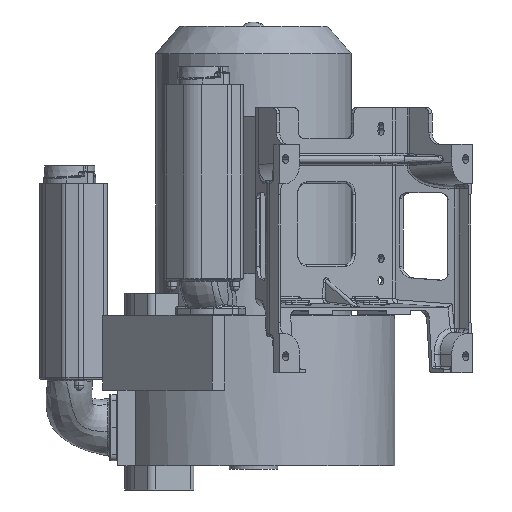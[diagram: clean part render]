
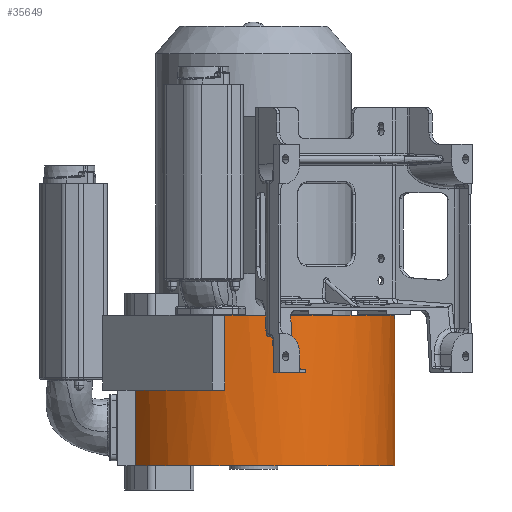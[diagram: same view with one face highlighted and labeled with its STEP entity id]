
A CAD part, front view. The second image highlights one B-rep face of the part: STEP entity #35649.
In plain terms, the highlighted cylindrical face has radius 233 mm (diameter 466 mm), a partial arc.
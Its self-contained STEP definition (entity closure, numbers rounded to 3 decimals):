
#6761=CARTESIAN_POINT('',(0.,0.,93.));
#6762=DIRECTION('',(0.,0.,1.));
#6763=DIRECTION('',(-0.203,-0.979,0.));
#6764=AXIS2_PLACEMENT_3D('',#6761,#6762,#6763);
#6778=CARTESIAN_POINT('',(0.,0.,93.));
#6779=DIRECTION('',(0.,0.,1.));
#6780=DIRECTION('',(-0.775,0.632,0.));
#6781=AXIS2_PLACEMENT_3D('',#6778,#6779,#6780);
#6851=CARTESIAN_POINT('',(0.,0.,93.));
#6852=DIRECTION('',(0.,0.,1.));
#6853=DIRECTION('',(-0.671,0.741,0.));
#6854=AXIS2_PLACEMENT_3D('',#6851,#6852,#6853);
#6856=CARTESIAN_POINT('',(0.,0.,89.6));
#6857=DIRECTION('',(0.,0.,-1.));
#6858=DIRECTION('',(-0.775,0.632,0.));
#6859=AXIS2_PLACEMENT_3D('',#6856,#6857,#6858);
#6861=DIRECTION('',(0.,0.,-1.));
#6862=VECTOR('',#6861,3.4);
#6863=CARTESIAN_POINT('',(-180.533,147.299,93.));
#6864=LINE('',#6863,#6862);
#6865=DIRECTION('',(0.,0.,1.));
#6866=VECTOR('',#6865,124.8);
#6867=CARTESIAN_POINT('',(-194.763,127.893,-155.));
#6868=LINE('',#6867,#6866);
#6869=CARTESIAN_POINT('',(0.,0.,-30.2));
#6870=DIRECTION('',(0.,0.,-1.));
#6871=DIRECTION('',(-0.203,-0.979,0.));
#6872=AXIS2_PLACEMENT_3D('',#6869,#6870,#6871);
#6874=DIRECTION('',(0.,0.,1.));
#6875=VECTOR('',#6874,123.2);
#6876=CARTESIAN_POINT('',(-47.284,-228.152,-30.2));
#6877=LINE('',#6876,#6875);
#6878=DIRECTION('',(0.,0.,-1.));
#6879=VECTOR('',#6878,3.4);
#6880=CARTESIAN_POINT('',(-147.299,180.533,93.));
#6881=LINE('',#6880,#6879);
#6882=CARTESIAN_POINT('',(0.,0.,89.6));
#6883=DIRECTION('',(0.,0.,-1.));
#6884=DIRECTION('',(-0.671,0.741,0.));
#6885=AXIS2_PLACEMENT_3D('',#6882,#6883,#6884);
#6887=DIRECTION('',(0.,0.,-1.));
#6888=VECTOR('',#6887,3.4);
#6889=CARTESIAN_POINT('',(-156.423,172.687,93.));
#6890=LINE('',#6889,#6888);
#6891=DIRECTION('',(0.,0.,-1.));
#6892=VECTOR('',#6891,3.4);
#6893=CARTESIAN_POINT('',(-172.687,156.423,93.));
#6894=LINE('',#6893,#6892);
#6976=DIRECTION('',(0.,0.,1.));
#6977=VECTOR('',#6976,123.2);
#6978=CARTESIAN_POINT('',(-228.152,-47.284,-30.2));
#6979=LINE('',#6978,#6977);
#6988=CARTESIAN_POINT('',(0.,0.,-30.2));
#6989=DIRECTION('',(0.,0.,1.));
#6990=DIRECTION('',(-0.961,0.275,0.));
#6991=AXIS2_PLACEMENT_3D('',#6988,#6989,#6990);
#7009=CARTESIAN_POINT('',(0.,0.,-30.2));
#7010=DIRECTION('',(0.,0.,-1.));
#7011=DIRECTION('',(-0.485,-0.874,0.));
#7012=AXIS2_PLACEMENT_3D('',#7009,#7010,#7011);
#7022=CARTESIAN_POINT('',(0.,0.,-30.2));
#7023=DIRECTION('',(0.,0.,1.));
#7024=DIRECTION('',(-0.836,0.549,0.));
#7025=AXIS2_PLACEMENT_3D('',#7022,#7023,#7024);
#7035=DIRECTION('',(0.,0.,1.));
#7036=VECTOR('',#7035,124.8);
#7037=CARTESIAN_POINT('',(-194.763,-127.893,-155.));
#7038=LINE('',#7037,#7036);
#7039=CARTESIAN_POINT('',(0.,0.,-155.));
#7040=DIRECTION('',(0.,0.,-1.));
#7041=DIRECTION('',(-0.836,0.549,0.));
#7042=AXIS2_PLACEMENT_3D('',#7039,#7040,#7041);
#12658=CARTESIAN_POINT('',(-194.763,127.893,-155.));
#12659=CARTESIAN_POINT('',(-194.763,-127.893,-155.));
#12660=VERTEX_POINT('',#12658);
#12661=VERTEX_POINT('',#12659);
#12666=CARTESIAN_POINT('',(-194.763,-127.893,-30.2));
#12668=VERTEX_POINT('',#12666);
#12716=CARTESIAN_POINT('',(-228.152,-47.284,-30.2));
#12718=VERTEX_POINT('',#12716);
#12724=CARTESIAN_POINT('',(-47.284,-228.152,93.));
#12725=VERTEX_POINT('',#12724);
#12726=CARTESIAN_POINT('',(-228.152,-47.284,93.));
#12727=VERTEX_POINT('',#12726);
#13393=CARTESIAN_POINT('',(-47.284,-228.152,-30.2));
#13394=CARTESIAN_POINT('',(-113.043,-203.741,-30.2));
#13395=VERTEX_POINT('',#13393);
#13396=VERTEX_POINT('',#13394);
#13398=CARTESIAN_POINT('',(-224.,64.133,-30.2));
#13400=VERTEX_POINT('',#13398);
#13401=CARTESIAN_POINT('',(-194.763,127.893,-30.2));
#13402=VERTEX_POINT('',#13401);
#14642=CARTESIAN_POINT('',(-180.533,147.299,89.6));
#14643=CARTESIAN_POINT('',(-172.687,156.423,89.6));
#14644=VERTEX_POINT('',#14642);
#14645=VERTEX_POINT('',#14643);
#14646=CARTESIAN_POINT('',(-156.423,172.687,89.6));
#14647=CARTESIAN_POINT('',(-147.299,180.533,89.6));
#14648=VERTEX_POINT('',#14646);
#14649=VERTEX_POINT('',#14647);
#14650=CARTESIAN_POINT('',(-147.299,180.533,93.));
#14651=VERTEX_POINT('',#14650);
#14652=CARTESIAN_POINT('',(-180.533,147.299,93.));
#14653=VERTEX_POINT('',#14652);
#14654=CARTESIAN_POINT('',(-156.423,172.687,93.));
#14655=VERTEX_POINT('',#14654);
#14656=CARTESIAN_POINT('',(-172.687,156.423,93.));
#14657=VERTEX_POINT('',#14656);
#35610=CARTESIAN_POINT('',(0.,0.,-155.));
#35611=DIRECTION('',(0.,0.,-1.));
#35612=DIRECTION('',(-1.,0.,0.));
#35613=AXIS2_PLACEMENT_3D('',#35610,#35611,#35612);
#35614=CYLINDRICAL_SURFACE('',#35613,233.);
#35616=ORIENTED_EDGE('',*,*,#35615,.F.);
#35618=ORIENTED_EDGE('',*,*,#35617,.F.);
#35619=ORIENTED_EDGE('',*,*,#35551,.T.);
#35621=ORIENTED_EDGE('',*,*,#35620,.F.);
#35623=ORIENTED_EDGE('',*,*,#35622,.F.);
#35625=ORIENTED_EDGE('',*,*,#35624,.F.);
#35627=ORIENTED_EDGE('',*,*,#35626,.F.);
#35629=ORIENTED_EDGE('',*,*,#35628,.T.);
#35631=ORIENTED_EDGE('',*,*,#35630,.T.);
#35633=ORIENTED_EDGE('',*,*,#35632,.F.);
#35635=ORIENTED_EDGE('',*,*,#35634,.F.);
#35637=ORIENTED_EDGE('',*,*,#35636,.T.);
#35638=ORIENTED_EDGE('',*,*,#35543,.T.);
#35639=ORIENTED_EDGE('',*,*,#35597,.T.);
#35641=ORIENTED_EDGE('',*,*,#35640,.F.);
#35643=ORIENTED_EDGE('',*,*,#35642,.F.);
#35644=ORIENTED_EDGE('',*,*,#35587,.T.);
#35646=ORIENTED_EDGE('',*,*,#35645,.T.);
#35647=EDGE_LOOP('',(#35616,#35618,#35619,#35621,#35623,#35625,#35627,#35629,
#35631,#35633,#35635,#35637,#35638,#35639,#35641,#35643,#35644,#35646));
#35648=FACE_OUTER_BOUND('',#35647,.F.);
#35649=ADVANCED_FACE('',(#35648),#35614,.T.);
#6765=CIRCLE('',#6764,233.);
#6782=CIRCLE('',#6781,233.);
#6855=CIRCLE('',#6854,233.);
#6860=CIRCLE('',#6859,233.);
#6873=CIRCLE('',#6872,233.);
#6886=CIRCLE('',#6885,233.);
#6992=CIRCLE('',#6991,233.);
#7013=CIRCLE('',#7012,233.);
#7026=CIRCLE('',#7025,233.);
#7043=CIRCLE('',#7042,233.);
#35543=EDGE_CURVE('',#12725,#14651,#6765,.T.);
#35551=EDGE_CURVE('',#14653,#12727,#6782,.T.);
#35587=EDGE_CURVE('',#14655,#14657,#6855,.T.);
#35597=EDGE_CURVE('',#14651,#14649,#6881,.T.);
#35615=EDGE_CURVE('',#14644,#14645,#6860,.T.);
#35617=EDGE_CURVE('',#14653,#14644,#6864,.T.);
#35620=EDGE_CURVE('',#12718,#12727,#6979,.T.);
#35622=EDGE_CURVE('',#13400,#12718,#6992,.T.);
#35624=EDGE_CURVE('',#13402,#13400,#7026,.T.);
#35626=EDGE_CURVE('',#12660,#13402,#6868,.T.);
#35628=EDGE_CURVE('',#12660,#12661,#7043,.T.);
#35630=EDGE_CURVE('',#12661,#12668,#7038,.T.);
#35632=EDGE_CURVE('',#13396,#12668,#7013,.T.);
#35634=EDGE_CURVE('',#13395,#13396,#6873,.T.);
#35636=EDGE_CURVE('',#13395,#12725,#6877,.T.);
#35640=EDGE_CURVE('',#14648,#14649,#6886,.T.);
#35642=EDGE_CURVE('',#14655,#14648,#6890,.T.);
#35645=EDGE_CURVE('',#14657,#14645,#6894,.T.);
